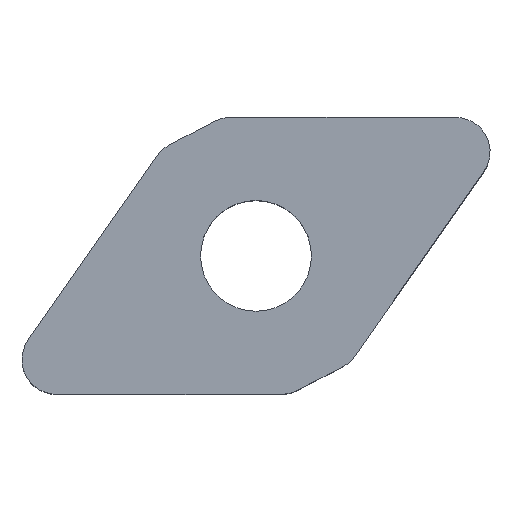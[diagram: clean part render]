
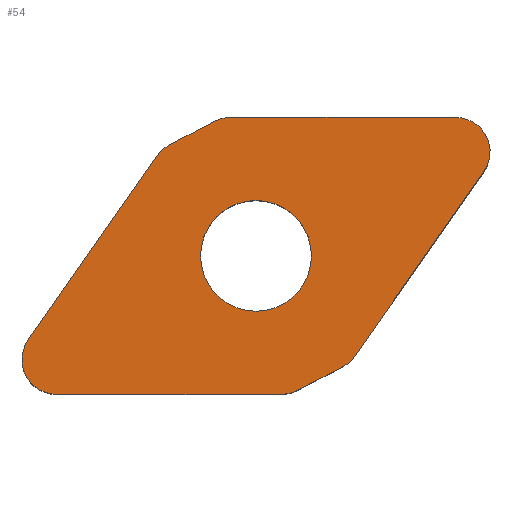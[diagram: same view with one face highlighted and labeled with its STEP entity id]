
A CAD part, top view. The second image highlights one B-rep face of the part: STEP entity #54.
In plain terms, the highlighted planar face has unit normal (0, 0, 1).
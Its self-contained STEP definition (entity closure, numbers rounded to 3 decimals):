
#54=ADVANCED_FACE('',(#77,#78),#69,.F.);
#69=PLANE('',#340);
#77=FACE_BOUND('',#83,.T.);
#78=FACE_BOUND('',#84,.T.);
#83=EDGE_LOOP('',(#115,#116,#117,#118,#119,#120,#121,#122,#123,#124,#125,
#126));
#84=EDGE_LOOP('',(#127));
#101=CIRCLE('',#333,1.2);
#102=CIRCLE('',#334,1.2);
#103=CIRCLE('',#335,1.191);
#104=CIRCLE('',#336,1.2);
#105=CIRCLE('',#337,1.2);
#106=CIRCLE('',#338,1.191);
#107=CIRCLE('',#339,1.905);
#115=ORIENTED_EDGE('',*,*,#217,.T.);
#116=ORIENTED_EDGE('',*,*,#218,.T.);
#117=ORIENTED_EDGE('',*,*,#219,.T.);
#118=ORIENTED_EDGE('',*,*,#220,.T.);
#119=ORIENTED_EDGE('',*,*,#221,.T.);
#120=ORIENTED_EDGE('',*,*,#222,.T.);
#121=ORIENTED_EDGE('',*,*,#223,.T.);
#122=ORIENTED_EDGE('',*,*,#224,.T.);
#123=ORIENTED_EDGE('',*,*,#225,.T.);
#124=ORIENTED_EDGE('',*,*,#226,.T.);
#125=ORIENTED_EDGE('',*,*,#227,.T.);
#126=ORIENTED_EDGE('',*,*,#228,.T.);
#127=ORIENTED_EDGE('',*,*,#229,.F.);
#191=VERTEX_POINT('',#560);
#192=VERTEX_POINT('',#561);
#193=VERTEX_POINT('',#563);
#194=VERTEX_POINT('',#565);
#195=VERTEX_POINT('',#567);
#196=VERTEX_POINT('',#569);
#197=VERTEX_POINT('',#571);
#198=VERTEX_POINT('',#573);
#199=VERTEX_POINT('',#575);
#200=VERTEX_POINT('',#577);
#201=VERTEX_POINT('',#579);
#202=VERTEX_POINT('',#581);
#203=VERTEX_POINT('',#584);
#217=EDGE_CURVE('',#191,#192,#255,.T.);
#218=EDGE_CURVE('',#192,#193,#101,.T.);
#219=EDGE_CURVE('',#193,#194,#256,.T.);
#220=EDGE_CURVE('',#194,#195,#102,.T.);
#221=EDGE_CURVE('',#195,#196,#257,.T.);
#222=EDGE_CURVE('',#196,#197,#103,.T.);
#223=EDGE_CURVE('',#197,#198,#258,.T.);
#224=EDGE_CURVE('',#198,#199,#104,.T.);
#225=EDGE_CURVE('',#199,#200,#259,.T.);
#226=EDGE_CURVE('',#200,#201,#105,.T.);
#227=EDGE_CURVE('',#201,#202,#260,.T.);
#228=EDGE_CURVE('',#202,#191,#106,.T.);
#229=EDGE_CURVE('',#203,#203,#107,.T.);
#255=LINE('',#559,#279);
#256=LINE('',#564,#280);
#257=LINE('',#568,#281);
#258=LINE('',#572,#282);
#259=LINE('',#576,#283);
#260=LINE('',#580,#284);
#279=VECTOR('',#368,1.);
#280=VECTOR('',#371,1.);
#281=VECTOR('',#374,1.);
#282=VECTOR('',#377,1.);
#283=VECTOR('',#380,1.);
#284=VECTOR('',#383,1.);
#333=AXIS2_PLACEMENT_3D('',#562,#369,#370);
#334=AXIS2_PLACEMENT_3D('',#566,#372,#373);
#335=AXIS2_PLACEMENT_3D('',#570,#375,#376);
#336=AXIS2_PLACEMENT_3D('',#574,#378,#379);
#337=AXIS2_PLACEMENT_3D('',#578,#381,#382);
#338=AXIS2_PLACEMENT_3D('',#582,#384,#385);
#339=AXIS2_PLACEMENT_3D('',#583,#386,#387);
#340=AXIS2_PLACEMENT_3D('',#585,#388,#389);
#368=DIRECTION('',(-1.,0.,0.));
#369=DIRECTION('',(0.,0.,1.));
#370=DIRECTION('',(0.,1.,0.));
#371=DIRECTION('',(-0.887,-0.462,0.));
#372=DIRECTION('',(0.,0.,1.));
#373=DIRECTION('',(0.,1.,0.));
#374=DIRECTION('',(-0.574,-0.819,0.));
#375=DIRECTION('',(0.,0.,1.));
#376=DIRECTION('',(0.,1.,0.));
#377=DIRECTION('',(1.,0.,0.));
#378=DIRECTION('',(0.,0.,1.));
#379=DIRECTION('',(0.,1.,0.));
#380=DIRECTION('',(0.887,0.462,0.));
#381=DIRECTION('',(0.,0.,1.));
#382=DIRECTION('',(0.,1.,0.));
#383=DIRECTION('',(0.574,0.819,0.));
#384=DIRECTION('',(0.,0.,1.));
#385=DIRECTION('',(0.,1.,0.));
#386=DIRECTION('',(0.,0.,1.));
#387=DIRECTION('',(0.,1.,0.));
#388=DIRECTION('',(0.,0.,-1.));
#389=DIRECTION('',(-0.462,0.887,0.));
#559=CARTESIAN_POINT('',(-16.,4.763,0.));
#560=CARTESIAN_POINT('',(6.862,4.763,0.));
#561=CARTESIAN_POINT('',(-0.872,4.763,0.));
#562=CARTESIAN_POINT('',(-0.872,3.563,0.));
#563=CARTESIAN_POINT('',(-1.426,4.627,0.));
#564=CARTESIAN_POINT('',(-2.199,4.224,0.));
#565=CARTESIAN_POINT('',(-2.972,3.822,0.));
#566=CARTESIAN_POINT('',(-2.418,2.757,0.));
#567=CARTESIAN_POINT('',(-3.401,3.446,0.));
#568=CARTESIAN_POINT('',(5.276,15.838,0.));
#569=CARTESIAN_POINT('',(-7.837,-2.889,0.));
#570=CARTESIAN_POINT('',(-6.862,-3.572,0.));
#571=CARTESIAN_POINT('',(-6.862,-4.762,0.));
#572=CARTESIAN_POINT('',(16.,-4.763,0.));
#573=CARTESIAN_POINT('',(0.872,-4.763,0.));
#574=CARTESIAN_POINT('',(0.872,-3.563,0.));
#575=CARTESIAN_POINT('',(1.426,-4.627,0.));
#576=CARTESIAN_POINT('',(2.199,-4.224,0.));
#577=CARTESIAN_POINT('',(2.972,-3.822,0.));
#578=CARTESIAN_POINT('',(2.418,-2.757,0.));
#579=CARTESIAN_POINT('',(3.401,-3.446,0.));
#580=CARTESIAN_POINT('',(-5.276,-15.838,0.));
#581=CARTESIAN_POINT('',(7.837,2.889,0.));
#582=CARTESIAN_POINT('',(6.862,3.572,0.));
#583=CARTESIAN_POINT('',(0.,0.,0.));
#584=CARTESIAN_POINT('',(0.,1.905,0.));
#585=CARTESIAN_POINT('',(7.566,3.938,0.));
